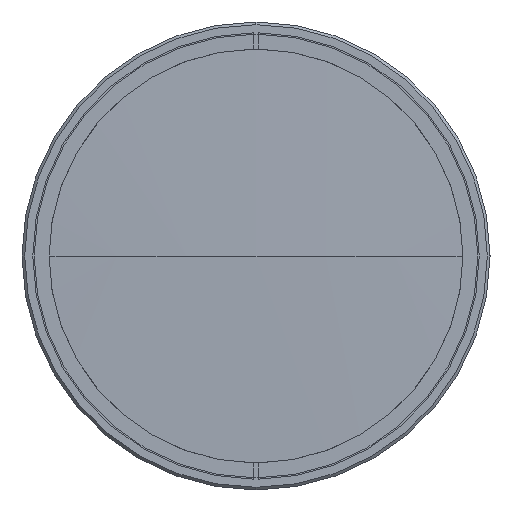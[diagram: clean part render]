
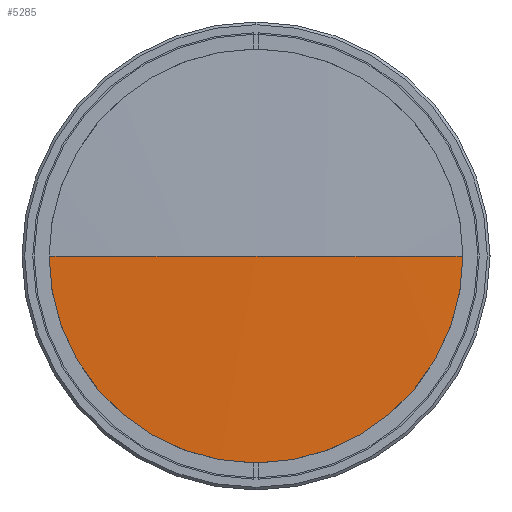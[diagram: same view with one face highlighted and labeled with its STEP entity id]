
A CAD part, left-side view. The second image highlights one B-rep face of the part: STEP entity #5285.
In plain terms, the highlighted spherical face has radius 2148.64 mm.
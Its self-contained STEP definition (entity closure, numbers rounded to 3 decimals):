
#743 = ORIENTED_EDGE ( 'NONE', *, *, #63812, .T. ) ;
#1971 = DIRECTION ( 'NONE',  ( 0., 0., 1. ) ) ;
#2738 = AXIS2_PLACEMENT_3D ( 'NONE', #38525, #24534, #5883 ) ;
#5032 = SPHERICAL_SURFACE ( 'NONE', #2738, 2148.64 ) ;
#5285 = ADVANCED_FACE ( 'NONE', ( #13061 ), #5032, .T. ) ;
#5883 = DIRECTION ( 'NONE',  ( 0., 1., 0. ) ) ;
#6716 = VERTEX_POINT ( 'NONE', #11417 ) ;
#8122 = VERTEX_POINT ( 'NONE', #21246 ) ;
#8299 = EDGE_CURVE ( 'NONE', #6716, #8122, #28497, .T. ) ;
#9054 = CIRCLE ( 'NONE', #30652, 77.288 ) ;
#11417 = CARTESIAN_POINT ( 'NONE',  ( 1.39, -77.288, 0. ) ) ;
#13061 = FACE_OUTER_BOUND ( 'NONE', #75723, .T. ) ;
#21246 = CARTESIAN_POINT ( 'NONE',  ( 0., 0., 0. ) ) ;
#24159 = CARTESIAN_POINT ( 'NONE',  ( 2148.64, 0., 0. ) ) ;
#24443 = AXIS2_PLACEMENT_3D ( 'NONE', #24159, #68814, #29296 ) ;
#24534 = DIRECTION ( 'NONE',  ( 0., 0., -1. ) ) ;
#25319 = DIRECTION ( 'NONE',  ( 0., 0., 1. ) ) ;
#26156 = DIRECTION ( 'NONE',  ( 1., 0., 0. ) ) ;
#27995 = CARTESIAN_POINT ( 'NONE',  ( 1.39, 77.288, 0. ) ) ;
#28497 = CIRCLE ( 'NONE', #24443, 2148.64 ) ;
#28720 = DIRECTION ( 'NONE',  ( 0., 0., 1. ) ) ;
#29221 = AXIS2_PLACEMENT_3D ( 'NONE', #46112, #58899, #1971 ) ;
#29296 = DIRECTION ( 'NONE',  ( 0., 1., 0. ) ) ;
#30652 = AXIS2_PLACEMENT_3D ( 'NONE', #55945, #81803, #28720 ) ;
#31678 = CARTESIAN_POINT ( 'NONE',  ( 2148.64, 0., 0. ) ) ;
#35140 = AXIS2_PLACEMENT_3D ( 'NONE', #31678, #25319, #26156 ) ;
#35582 = ORIENTED_EDGE ( 'NONE', *, *, #79979, .F. ) ;
#38525 = CARTESIAN_POINT ( 'NONE',  ( 2148.64, 0., 0. ) ) ;
#44515 = ORIENTED_EDGE ( 'NONE', *, *, #8299, .T. ) ;
#46112 = CARTESIAN_POINT ( 'NONE',  ( 1.39, 0., 0. ) ) ;
#55945 = CARTESIAN_POINT ( 'NONE',  ( 1.39, 0., 0. ) ) ;
#58899 = DIRECTION ( 'NONE',  ( -1., 0., 0. ) ) ;
#59707 = EDGE_CURVE ( 'NONE', #75627, #6716, #76703, .T. ) ;
#63812 = EDGE_CURVE ( 'NONE', #74457, #75627, #9054, .T. ) ;
#68244 = CARTESIAN_POINT ( 'NONE',  ( 1.39, 0., -77.288 ) ) ;
#68814 = DIRECTION ( 'NONE',  ( 0., 0., -1. ) ) ;
#71765 = CIRCLE ( 'NONE', #35140, 2148.64 ) ;
#74457 = VERTEX_POINT ( 'NONE', #27995 ) ;
#75627 = VERTEX_POINT ( 'NONE', #68244 ) ;
#75723 = EDGE_LOOP ( 'NONE', ( #743, #80996, #44515, #35582 ) ) ;
#76703 = CIRCLE ( 'NONE', #29221, 77.288 ) ;
#79979 = EDGE_CURVE ( 'NONE', #74457, #8122, #71765, .T. ) ;
#80996 = ORIENTED_EDGE ( 'NONE', *, *, #59707, .T. ) ;
#81803 = DIRECTION ( 'NONE',  ( -1., 0., 0. ) ) ;
